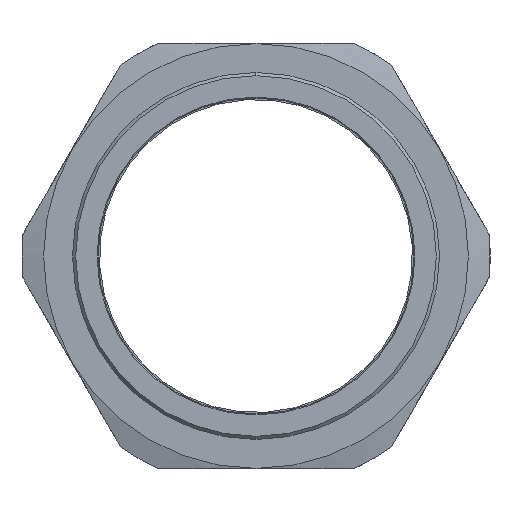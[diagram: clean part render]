
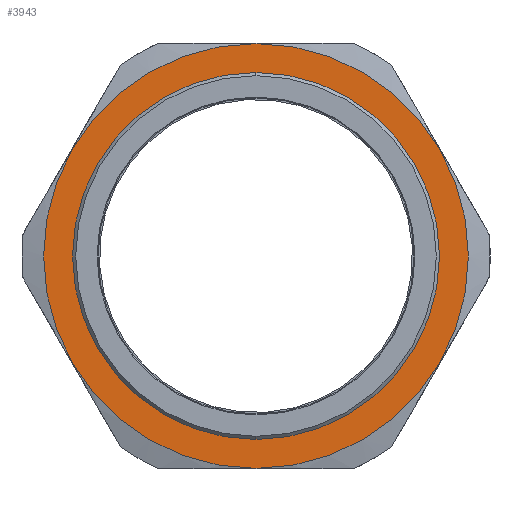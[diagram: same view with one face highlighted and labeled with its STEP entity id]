
A CAD part, left-side view. The second image highlights one B-rep face of the part: STEP entity #3943.
In plain terms, the highlighted planar face has unit normal (-1, 0, 0).
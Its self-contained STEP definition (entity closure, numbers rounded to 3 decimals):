
#30 = CARTESIAN_POINT ( 'NONE',  ( 24., 0., -57.5 ) ) ;
#55 = EDGE_CURVE ( 'NONE', #1373, #2931, #2161, .T. ) ;
#284 = CARTESIAN_POINT ( 'NONE',  ( 24., 0., 0. ) ) ;
#450 = AXIS2_PLACEMENT_3D ( 'NONE', #2147, #3747, #2802 ) ;
#542 = PLANE ( 'NONE',  #450 ) ;
#613 = DIRECTION ( 'NONE',  ( 0., 0., -1. ) ) ;
#763 = AXIS2_PLACEMENT_3D ( 'NONE', #873, #859, #843 ) ;
#812 = DIRECTION ( 'NONE',  ( -1., 0., 0. ) ) ;
#843 = DIRECTION ( 'NONE',  ( 0., 0., 1. ) ) ;
#859 = DIRECTION ( 'NONE',  ( -1., 0., 0. ) ) ;
#873 = CARTESIAN_POINT ( 'NONE',  ( 24., 0., 0. ) ) ;
#1009 = ORIENTED_EDGE ( 'NONE', *, *, #3846, .F. ) ;
#1032 = VERTEX_POINT ( 'NONE', #3085 ) ;
#1176 = AXIS2_PLACEMENT_3D ( 'NONE', #3666, #1734, #3975 ) ;
#1306 = CARTESIAN_POINT ( 'NONE',  ( 24., 0., 57.5 ) ) ;
#1373 = VERTEX_POINT ( 'NONE', #30 ) ;
#1534 = CIRCLE ( 'NONE', #2465, 57.5 ) ;
#1624 = EDGE_LOOP ( 'NONE', ( #1890, #2415 ) ) ;
#1734 = DIRECTION ( 'NONE',  ( 1., 0., 0. ) ) ;
#1890 = ORIENTED_EDGE ( 'NONE', *, *, #55, .F. ) ;
#2094 = FACE_BOUND ( 'NONE', #1624, .T. ) ;
#2141 = EDGE_LOOP ( 'NONE', ( #1009, #3461 ) ) ;
#2147 = CARTESIAN_POINT ( 'NONE',  ( 24., 0., -73.843 ) ) ;
#2161 = CIRCLE ( 'NONE', #763, 57.5 ) ;
#2411 = AXIS2_PLACEMENT_3D ( 'NONE', #284, #2534, #613 ) ;
#2415 = ORIENTED_EDGE ( 'NONE', *, *, #3884, .F. ) ;
#2465 = AXIS2_PLACEMENT_3D ( 'NONE', #2742, #812, #3071 ) ;
#2534 = DIRECTION ( 'NONE',  ( 1., 0., 0. ) ) ;
#2742 = CARTESIAN_POINT ( 'NONE',  ( 24., 0., 0. ) ) ;
#2802 = DIRECTION ( 'NONE',  ( 0., 0., -1. ) ) ;
#2848 = CARTESIAN_POINT ( 'NONE',  ( 24., 0., -66.575 ) ) ;
#2931 = VERTEX_POINT ( 'NONE', #1306 ) ;
#3071 = DIRECTION ( 'NONE',  ( 0., 0., 1. ) ) ;
#3085 = CARTESIAN_POINT ( 'NONE',  ( 24., 0., 66.575 ) ) ;
#3345 = CIRCLE ( 'NONE', #1176, 66.575 ) ;
#3360 = EDGE_CURVE ( 'NONE', #1032, #4003, #3702, .T. ) ;
#3461 = ORIENTED_EDGE ( 'NONE', *, *, #3360, .F. ) ;
#3666 = CARTESIAN_POINT ( 'NONE',  ( 24., 0., 0. ) ) ;
#3702 = CIRCLE ( 'NONE', #2411, 66.575 ) ;
#3747 = DIRECTION ( 'NONE',  ( 1., 0., 0. ) ) ;
#3846 = EDGE_CURVE ( 'NONE', #4003, #1032, #3345, .T. ) ;
#3884 = EDGE_CURVE ( 'NONE', #2931, #1373, #1534, .T. ) ;
#3889 = FACE_OUTER_BOUND ( 'NONE', #2141, .T. ) ;
#3943 = ADVANCED_FACE ( 'NONE', ( #3889, #2094 ), #542, .F. ) ;
#3975 = DIRECTION ( 'NONE',  ( 0., 0., -1. ) ) ;
#4003 = VERTEX_POINT ( 'NONE', #2848 ) ;
